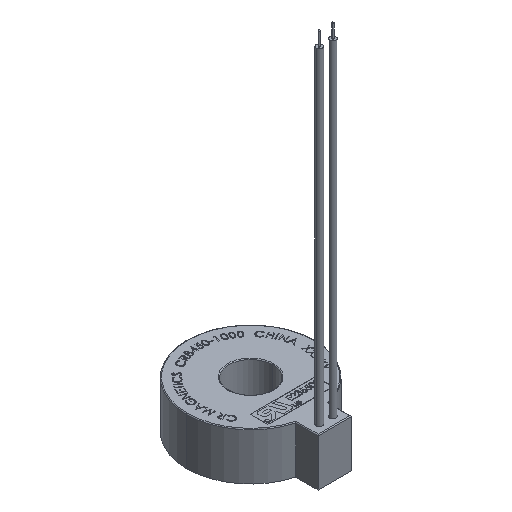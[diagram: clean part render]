
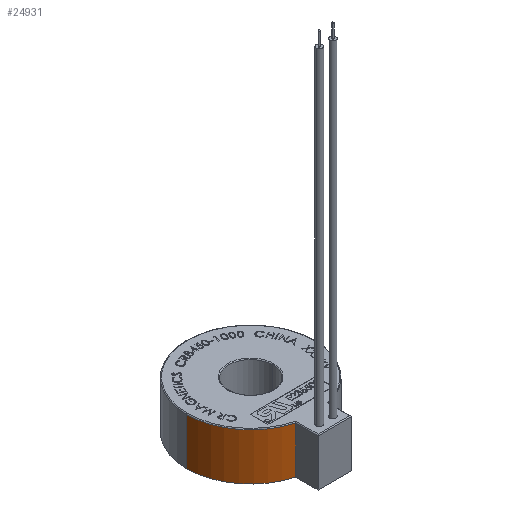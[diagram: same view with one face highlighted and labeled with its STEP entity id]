
A CAD part, isometric view. The second image highlights one B-rep face of the part: STEP entity #24931.
In plain terms, the highlighted cylindrical face has radius 18.75 mm (diameter 37.5 mm), a partial arc.
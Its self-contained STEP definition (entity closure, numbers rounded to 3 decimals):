
#661 = CARTESIAN_POINT ( 'NONE',  ( 0., 0., -13.995 ) ) ;
#756 = CIRCLE ( 'NONE', #11784, 18.75 ) ;
#894 = EDGE_LOOP ( 'NONE', ( #15551, #11668, #18522, #5568 ) ) ;
#2640 = CARTESIAN_POINT ( 'NONE',  ( -4.889, -18.101, -13.995 ) ) ;
#2837 = VERTEX_POINT ( 'NONE', #18135 ) ;
#2958 = DIRECTION ( 'NONE',  ( 1., 0., 0. ) ) ;
#3113 = DIRECTION ( 'NONE',  ( 0., 0., 1. ) ) ;
#5568 = ORIENTED_EDGE ( 'NONE', *, *, #8028, .T. ) ;
#5887 = CYLINDRICAL_SURFACE ( 'NONE', #29250, 18.75 ) ;
#8028 = EDGE_CURVE ( 'NONE', #29480, #14272, #26030, .T. ) ;
#8477 = VECTOR ( 'NONE', #13989, 1000. ) ;
#8503 = VECTOR ( 'NONE', #12240, 1000. ) ;
#8774 = LINE ( 'NONE', #23635, #8477 ) ;
#10630 = DIRECTION ( 'NONE',  ( 1., 0., 0. ) ) ;
#11668 = ORIENTED_EDGE ( 'NONE', *, *, #15216, .T. ) ;
#11784 = AXIS2_PLACEMENT_3D ( 'NONE', #25495, #3113, #2958 ) ;
#11945 = AXIS2_PLACEMENT_3D ( 'NONE', #30076, #14145, #13984 ) ;
#12240 = DIRECTION ( 'NONE',  ( 0., 0., 1. ) ) ;
#12910 = FACE_OUTER_BOUND ( 'NONE', #894, .T. ) ;
#13213 = CARTESIAN_POINT ( 'NONE',  ( -4.889, -18.101, -0.229 ) ) ;
#13984 = DIRECTION ( 'NONE',  ( 1., 0., 0. ) ) ;
#13989 = DIRECTION ( 'NONE',  ( 0., 0., 1. ) ) ;
#14145 = DIRECTION ( 'NONE',  ( 0., 0., -1. ) ) ;
#14272 = VERTEX_POINT ( 'NONE', #29547 ) ;
#15216 = EDGE_CURVE ( 'NONE', #2837, #18503, #756, .T. ) ;
#15551 = ORIENTED_EDGE ( 'NONE', *, *, #29823, .F. ) ;
#16968 = LINE ( 'NONE', #24339, #8503 ) ;
#18135 = CARTESIAN_POINT ( 'NONE',  ( -18.75, 0., -13.995 ) ) ;
#18503 = VERTEX_POINT ( 'NONE', #2640 ) ;
#18522 = ORIENTED_EDGE ( 'NONE', *, *, #20965, .T. ) ;
#20422 = DIRECTION ( 'NONE',  ( 0., 0., 1. ) ) ;
#20965 = EDGE_CURVE ( 'NONE', #18503, #29480, #16968, .T. ) ;
#23635 = CARTESIAN_POINT ( 'NONE',  ( -18.75, 0., -13.995 ) ) ;
#24339 = CARTESIAN_POINT ( 'NONE',  ( -4.889, -18.101, -13.995 ) ) ;
#24931 = ADVANCED_FACE ( 'NONE', ( #12910 ), #5887, .T. ) ;
#25495 = CARTESIAN_POINT ( 'NONE',  ( 0., 0., -13.995 ) ) ;
#26030 = CIRCLE ( 'NONE', #11945, 18.75 ) ;
#29250 = AXIS2_PLACEMENT_3D ( 'NONE', #661, #20422, #10630 ) ;
#29480 = VERTEX_POINT ( 'NONE', #13213 ) ;
#29547 = CARTESIAN_POINT ( 'NONE',  ( -18.75, 0., -0.229 ) ) ;
#29823 = EDGE_CURVE ( 'NONE', #2837, #14272, #8774, .T. ) ;
#30076 = CARTESIAN_POINT ( 'NONE',  ( 0., 0., -0.229 ) ) ;
